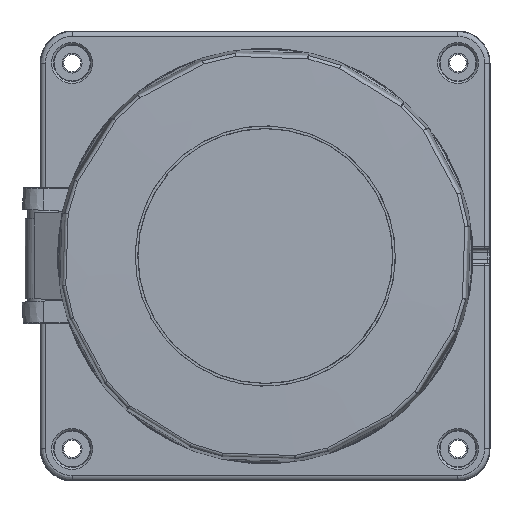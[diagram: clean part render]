
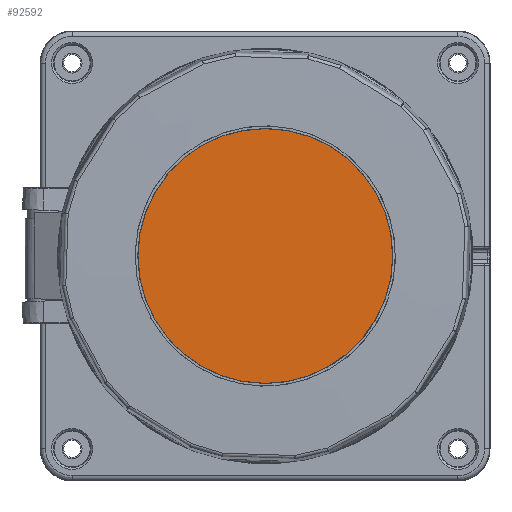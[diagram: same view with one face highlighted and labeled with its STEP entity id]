
A CAD part, left-side view. The second image highlights one B-rep face of the part: STEP entity #92592.
In plain terms, the highlighted planar face has unit normal (-1, 0, 0).
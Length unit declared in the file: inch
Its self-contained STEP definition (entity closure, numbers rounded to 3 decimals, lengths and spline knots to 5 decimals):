
#27295 = CARTESIAN_POINT ( 'NONE',  ( -2.94652, 3.44364, 3.09299 ) ) ;
#41321 = AXIS2_PLACEMENT_3D ( 'NONE', #176460, #89388, #133451 ) ;
#64581 = PLANE ( 'NONE',  #132434 ) ;
#72272 = CARTESIAN_POINT ( 'NONE',  ( -2.94652, 2.16967, 3.0911 ) ) ;
#86563 = VERTEX_POINT ( 'NONE', #72272 ) ;
#89388 = DIRECTION ( 'NONE',  ( -1., 0., 0. ) ) ;
#92592 = ADVANCED_FACE ( 'NONE', ( #137331 ), #64581, .T. ) ;
#93883 = ORIENTED_EDGE ( 'NONE', *, *, #168606, .T. ) ;
#99309 = CIRCLE ( 'NONE', #41321, 1.27397 ) ;
#105846 = EDGE_LOOP ( 'NONE', ( #93883 ) ) ;
#115145 = DIRECTION ( 'NONE',  ( 0., -1., -0.001 ) ) ;
#132434 = AXIS2_PLACEMENT_3D ( 'NONE', #27295, #188869, #115145 ) ;
#133451 = DIRECTION ( 'NONE',  ( 0., -1., -0.001 ) ) ;
#137331 = FACE_OUTER_BOUND ( 'NONE', #105846, .T. ) ;
#168606 = EDGE_CURVE ( 'NONE', #86563, #86563, #99309, .T. ) ;
#176460 = CARTESIAN_POINT ( 'NONE',  ( -2.94652, 3.44364, 3.09299 ) ) ;
#188869 = DIRECTION ( 'NONE',  ( -1., 0., 0. ) ) ;
